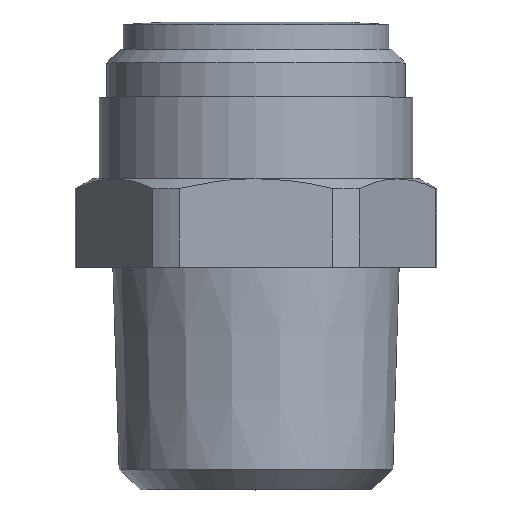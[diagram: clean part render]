
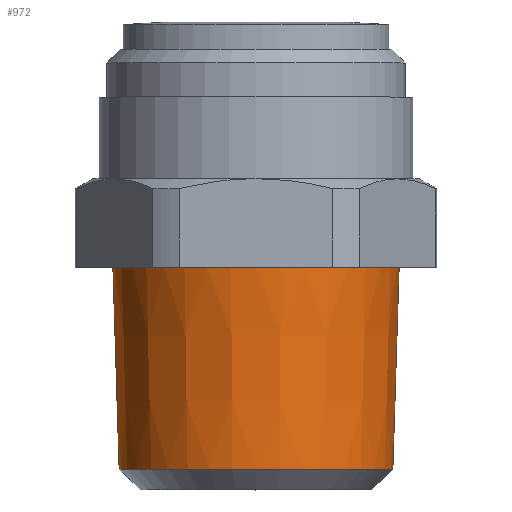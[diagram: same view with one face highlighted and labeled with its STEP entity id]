
A CAD part, top view. The second image highlights one B-rep face of the part: STEP entity #972.
In plain terms, the highlighted conical face has half-angle 1.79 degrees and reference radius 10.269 mm.
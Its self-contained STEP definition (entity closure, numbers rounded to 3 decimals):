
#938=CARTESIAN_POINT('',(-10.037,1.499,0.0));
#939=VERTEX_POINT('',#938);
#940=CARTESIAN_POINT('',(0.,1.499,0.0));
#941=DIRECTION('',(0.0,1.0,0.0));
#942=DIRECTION('',(-1.0,0.0,0.0));
#943=AXIS2_PLACEMENT_3D('',#940,#941,#942);
#944=CIRCLE('',#943,10.037);
#945=EDGE_CURVE('',#939,#939,#944,.T.);
#953=CARTESIAN_POINT('',(0.,8.9,0.0));
#954=DIRECTION('',(0.,1.0,0.0));
#955=DIRECTION('',(-1.0,0.0,0.0));
#956=AXIS2_PLACEMENT_3D('',#953,#954,#955);
#957=CONICAL_SURFACE('',#956,10.269,1.79);
#958=CARTESIAN_POINT('',(-10.5,16.3,0.0));
#959=VERTEX_POINT('',#958);
#960=CARTESIAN_POINT('',(0.,16.3,0.0));
#961=DIRECTION('',(0.0,1.0,0.0));
#962=DIRECTION('',(-1.0,0.0,0.0));
#963=AXIS2_PLACEMENT_3D('',#960,#961,#962);
#964=CIRCLE('',#963,10.5);
#965=EDGE_CURVE('',#959,#959,#964,.T.);
#966=ORIENTED_EDGE('',*,*,#965,.F.);
#967=EDGE_LOOP('',(#966));
#968=FACE_OUTER_BOUND('',#967,.T.);
#969=ORIENTED_EDGE('',*,*,#945,.T.);
#970=EDGE_LOOP('',(#969));
#971=FACE_BOUND('',#970,.T.);
#972=ADVANCED_FACE('',(#968,#971),#957,.T.);
